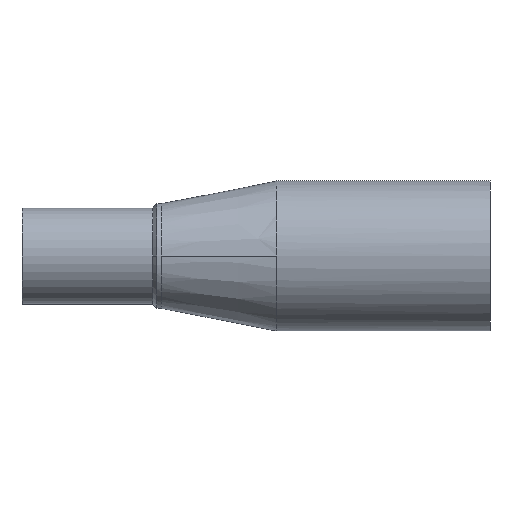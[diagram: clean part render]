
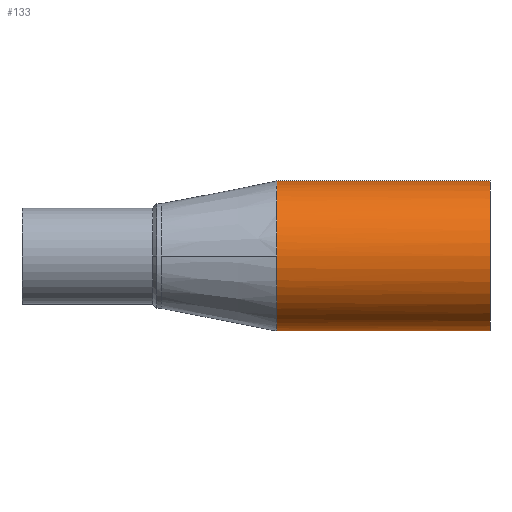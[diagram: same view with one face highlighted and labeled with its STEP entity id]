
A CAD part, front view. The second image highlights one B-rep face of the part: STEP entity #133.
In plain terms, the highlighted cylindrical face has radius 25 mm (diameter 50 mm), a partial arc.
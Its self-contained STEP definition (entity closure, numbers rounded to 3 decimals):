
#133 = ADVANCED_FACE( '', ( #363 ), #364, .T. );
#171 = EDGE_CURVE( '', #193, #233, #406, .T. );
#189 = EDGE_CURVE( '', #239, #193, #428, .T. );
#193 = VERTEX_POINT( '', #432 );
#217 = EDGE_CURVE( '', #301, #313, #457, .T. );
#233 = VERTEX_POINT( '', #474 );
#239 = VERTEX_POINT( '', #480 );
#301 = VERTEX_POINT( '', #547 );
#311 = EDGE_CURVE( '', #313, #239, #557, .T. );
#313 = VERTEX_POINT( '', #559 );
#315 = EDGE_CURVE( '', #233, #301, #561, .T. );
#363 = FACE_OUTER_BOUND( '', #612, .T. );
#364 = CYLINDRICAL_SURFACE( '', #613, 25. );
#406 = CIRCLE( '', #686, 25. );
#428 = LINE( '', #1119, #1120 );
#432 = CARTESIAN_POINT( '', ( 156., 0., -25. ) );
#457 = B_SPLINE_CURVE_WITH_KNOTS( '', 3, ( #1188, #1189, #1190, #1191, #1192, #1193, #1194, #1195, #1196 ), .UNSPECIFIED., .F., .F., ( 4, 1, 1, 1, 1, 1, 4 ), ( 1.571, 1.767, 2.062, 2.356, 2.651, 2.945, 3.142 ), .UNSPECIFIED. );
#474 = CARTESIAN_POINT( '', ( 156., 0., 25. ) );
#480 = CARTESIAN_POINT( '', ( 85., 0., -25. ) );
#547 = CARTESIAN_POINT( '', ( 85., 0., 25. ) );
#557 = B_SPLINE_CURVE_WITH_KNOTS( '', 3, ( #1598, #1599, #1600, #1601, #1602, #1603, #1604, #1605, #1606 ), .UNSPECIFIED., .F., .F., ( 4, 1, 1, 1, 1, 1, 4 ), ( 3.142, 3.24, 3.534, 3.829, 4.123, 4.418, 4.712 ), .UNSPECIFIED. );
#559 = CARTESIAN_POINT( '', ( 85., -25., 0. ) );
#561 = LINE( '', #1611, #1612 );
#612 = EDGE_LOOP( '', ( #1855, #1856, #1857, #1858, #1859 ) );
#613 = AXIS2_PLACEMENT_3D( '', #1860, #1861, #1862 );
#686 = AXIS2_PLACEMENT_3D( '', #1899, #1900, #1901 );
#1119 = CARTESIAN_POINT( '', ( 85., 0., -25. ) );
#1120 = VECTOR( '', #1938, 1. );
#1188 = CARTESIAN_POINT( '', ( 85., 0., 25. ) );
#1189 = CARTESIAN_POINT( '', ( 85., -1.636, 25. ) );
#1190 = CARTESIAN_POINT( '', ( 85., -5.727, 24.598 ) );
#1191 = CARTESIAN_POINT( '', ( 85., -11.957, 22.369 ) );
#1192 = CARTESIAN_POINT( '', ( 85., -17.935, 17.935 ) );
#1193 = CARTESIAN_POINT( '', ( 85., -22.369, 11.956 ) );
#1194 = CARTESIAN_POINT( '', ( 85., -24.598, 5.727 ) );
#1195 = CARTESIAN_POINT( '', ( 85., -25., 1.636 ) );
#1196 = CARTESIAN_POINT( '', ( 85., -25., 0. ) );
#1598 = CARTESIAN_POINT( '', ( 85., -25., 0. ) );
#1599 = CARTESIAN_POINT( '', ( 85., -25., -0.818 ) );
#1600 = CARTESIAN_POINT( '', ( 85., -24.84, -4.091 ) );
#1601 = CARTESIAN_POINT( '', ( 85., -23.433, -9.706 ) );
#1602 = CARTESIAN_POINT( '', ( 85., -19.607, -16.091 ) );
#1603 = CARTESIAN_POINT( '', ( 85., -14.091, -21.089 ) );
#1604 = CARTESIAN_POINT( '', ( 85., -7.363, -24.272 ) );
#1605 = CARTESIAN_POINT( '', ( 85., -2.454, -25. ) );
#1606 = CARTESIAN_POINT( '', ( 85., 0., -25. ) );
#1611 = CARTESIAN_POINT( '', ( 85., 0., 25. ) );
#1612 = VECTOR( '', #2031, 1. );
#1855 = ORIENTED_EDGE( '', *, *, #189, .T. );
#1856 = ORIENTED_EDGE( '', *, *, #171, .T. );
#1857 = ORIENTED_EDGE( '', *, *, #315, .T. );
#1858 = ORIENTED_EDGE( '', *, *, #217, .T. );
#1859 = ORIENTED_EDGE( '', *, *, #311, .T. );
#1860 = CARTESIAN_POINT( '', ( 85., 0., 0. ) );
#1861 = DIRECTION( '', ( -1., 0., 0. ) );
#1862 = DIRECTION( '', ( 0., 0., -1. ) );
#1899 = CARTESIAN_POINT( '', ( 156., 0., 0. ) );
#1900 = DIRECTION( '', ( -1., 0., 0. ) );
#1901 = DIRECTION( '', ( 0., 0., -1. ) );
#1938 = DIRECTION( '', ( 1., 0., 0. ) );
#2031 = DIRECTION( '', ( -1., 0., 0. ) );
